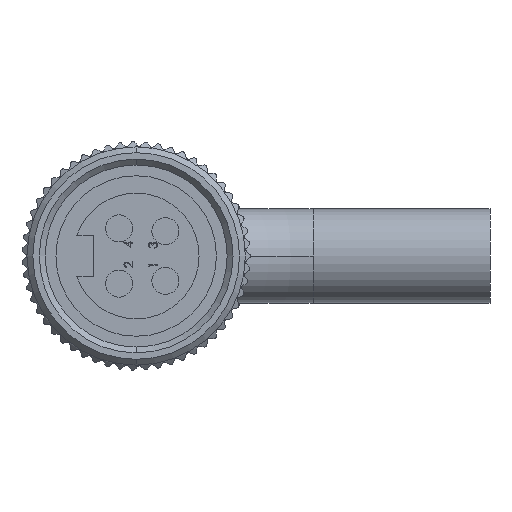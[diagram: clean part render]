
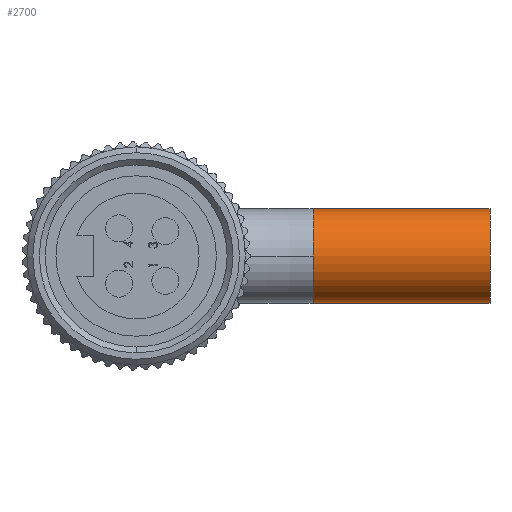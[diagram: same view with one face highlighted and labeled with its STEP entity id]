
A CAD part, left-side view. The second image highlights one B-rep face of the part: STEP entity #2700.
In plain terms, the highlighted cylindrical face has radius 5.335 mm (diameter 10.67 mm), a partial arc.
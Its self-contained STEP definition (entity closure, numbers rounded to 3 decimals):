
#639 = CARTESIAN_POINT ( 'NONE',  ( 71.88, -20., 0. ) ) ;
#891 = EDGE_CURVE ( 'NONE', #4700, #2171, #6950, .T. ) ;
#1453 = EDGE_LOOP ( 'NONE', ( #15072, #11379, #20186, #12860, #19266 ) ) ;
#1985 = CYLINDRICAL_SURFACE ( 'NONE', #13386, 5.335 ) ;
#2171 = VERTEX_POINT ( 'NONE', #4994 ) ;
#2264 = DIRECTION ( 'NONE',  ( 0., 0., -1. ) ) ;
#2700 = ADVANCED_FACE ( 'NONE', ( #10715 ), #1985, .T. ) ;
#2847 = CIRCLE ( 'NONE', #2898, 5.335 ) ;
#2898 = AXIS2_PLACEMENT_3D ( 'NONE', #639, #12068, #2264 ) ;
#3050 = CARTESIAN_POINT ( 'NONE',  ( 71.88, -20., 0. ) ) ;
#3110 = DIRECTION ( 'NONE',  ( 0., -1., 0. ) ) ;
#3135 = DIRECTION ( 'NONE',  ( 0., 0., -1. ) ) ;
#3218 = DIRECTION ( 'NONE',  ( 0., -1., 0. ) ) ;
#3235 = EDGE_CURVE ( 'NONE', #12929, #4700, #8899, .T. ) ;
#3625 = VERTEX_POINT ( 'NONE', #10199 ) ;
#4018 = CARTESIAN_POINT ( 'NONE',  ( 71.88, -40., 5.335 ) ) ;
#4700 = VERTEX_POINT ( 'NONE', #4018 ) ;
#4994 = CARTESIAN_POINT ( 'NONE',  ( 71.88, -40., -5.335 ) ) ;
#5649 = DIRECTION ( 'NONE',  ( 0., 0., -1. ) ) ;
#5678 = DIRECTION ( 'NONE',  ( 0., -1., 0. ) ) ;
#5697 = CARTESIAN_POINT ( 'NONE',  ( 71.88, -40., 0. ) ) ;
#6257 = CARTESIAN_POINT ( 'NONE',  ( 66.545, -20., 0. ) ) ;
#6369 = DIRECTION ( 'NONE',  ( 0., -1., 0. ) ) ;
#6950 = CIRCLE ( 'NONE', #14271, 5.335 ) ;
#7200 = VERTEX_POINT ( 'NONE', #6257 ) ;
#8193 = CARTESIAN_POINT ( 'NONE',  ( 71.88, -20., 0. ) ) ;
#8899 = LINE ( 'NONE', #19987, #17730 ) ;
#9659 = EDGE_CURVE ( 'NONE', #12929, #7200, #10541, .T. ) ;
#9848 = DIRECTION ( 'NONE',  ( 0., 0., -1. ) ) ;
#10199 = CARTESIAN_POINT ( 'NONE',  ( 71.88, -20., -5.335 ) ) ;
#10541 = CIRCLE ( 'NONE', #18366, 5.335 ) ;
#10715 = FACE_OUTER_BOUND ( 'NONE', #1453, .T. ) ;
#11379 = ORIENTED_EDGE ( 'NONE', *, *, #9659, .T. ) ;
#11930 = EDGE_CURVE ( 'NONE', #7200, #3625, #2847, .T. ) ;
#12068 = DIRECTION ( 'NONE',  ( 0., -1., 0. ) ) ;
#12860 = ORIENTED_EDGE ( 'NONE', *, *, #18232, .T. ) ;
#12929 = VERTEX_POINT ( 'NONE', #19653 ) ;
#13386 = AXIS2_PLACEMENT_3D ( 'NONE', #3050, #3218, #3135 ) ;
#14271 = AXIS2_PLACEMENT_3D ( 'NONE', #5697, #5678, #5649 ) ;
#14447 = CARTESIAN_POINT ( 'NONE',  ( 71.88, -20., -5.335 ) ) ;
#15072 = ORIENTED_EDGE ( 'NONE', *, *, #3235, .F. ) ;
#16488 = LINE ( 'NONE', #14447, #20431 ) ;
#17730 = VECTOR ( 'NONE', #6369, 1000. ) ;
#18232 = EDGE_CURVE ( 'NONE', #3625, #2171, #16488, .T. ) ;
#18366 = AXIS2_PLACEMENT_3D ( 'NONE', #8193, #19132, #9848 ) ;
#19132 = DIRECTION ( 'NONE',  ( 0., -1., 0. ) ) ;
#19266 = ORIENTED_EDGE ( 'NONE', *, *, #891, .F. ) ;
#19653 = CARTESIAN_POINT ( 'NONE',  ( 71.88, -20., 5.335 ) ) ;
#19987 = CARTESIAN_POINT ( 'NONE',  ( 71.88, -20., 5.335 ) ) ;
#20186 = ORIENTED_EDGE ( 'NONE', *, *, #11930, .T. ) ;
#20431 = VECTOR ( 'NONE', #3110, 1000. ) ;
